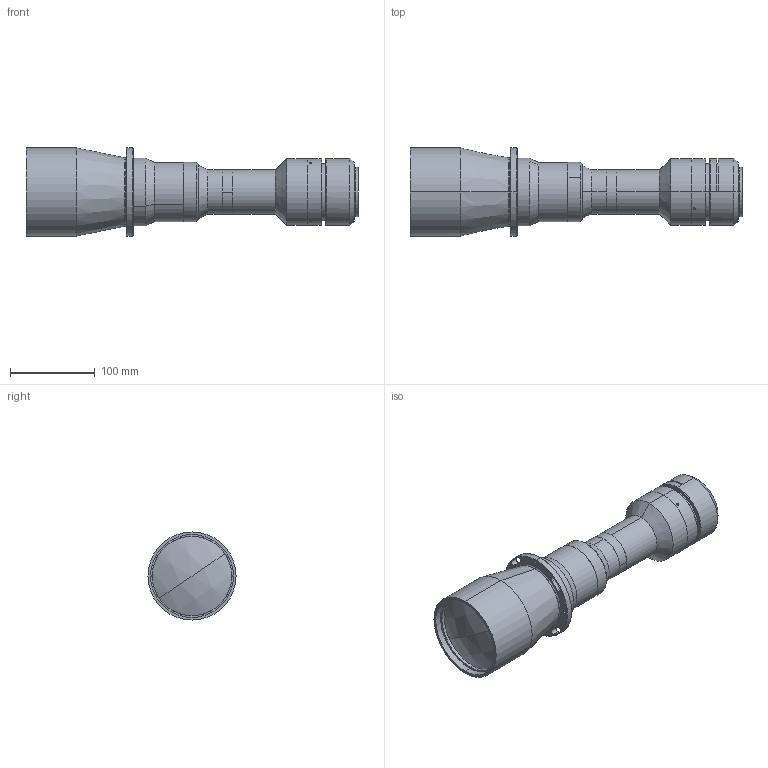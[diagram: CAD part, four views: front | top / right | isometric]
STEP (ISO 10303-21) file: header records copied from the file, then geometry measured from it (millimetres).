
FILE_DESCRIPTION (( 'STEP AP203' ), '1' );
FILE_NAME ('XF-PTL08038-M58-11.48.STEP', '2022-08-17T01:45:43', ( '' ), ( '' ), 'SwSTEP 2.0', 'SolidWorks 2018', '' );
FILE_SCHEMA (( 'CONFIG_CONTROL_DESIGN' ));
Length unit declared in the file: millimetre
Products named in the file (1): XF-PTL08038-M58-11.48
Bounding box: 392.18 x 104 x 104 mm (x, y, z)
Surface area: 148745.1 mm2 (no closed solid volume)
Topology: 0 solids, 16 shells, 150 faces, 397 edges, 263 vertices
Faces by surface type: cylinder 83, plane 36, cone 23, torus 6, sphere 2
Entity records: 5040 total; most frequent: CARTESIAN_POINT 1091, DIRECTION 902, ORIENTED_EDGE 696, EDGE_CURVE 395, AXIS2_PLACEMENT_3D 376, VERTEX_POINT 263, CIRCLE 225, EDGE_LOOP 188
